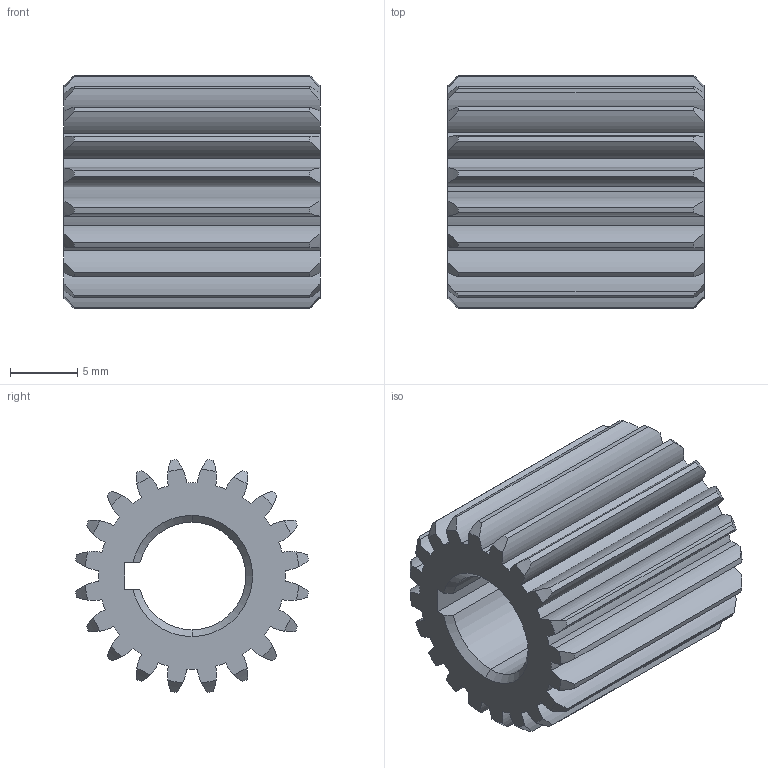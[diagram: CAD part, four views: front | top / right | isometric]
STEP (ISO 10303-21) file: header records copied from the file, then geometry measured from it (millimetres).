
FILE_DESCRIPTION (( 'STEP AP203' ), '1' );
FILE_NAME ('am-4323 20T 32DP 8mm Key.STEP', '2022-06-29T19:52:21', ( '' ), ( '' ), 'SwSTEP 2.0', 'SolidWorks 2022', '' );
FILE_SCHEMA (( 'CONFIG_CONTROL_DESIGN' ));
Length unit declared in the file: inch
Products named in the file (1): am-4323 20T 32DP 8mm Key
Bounding box: 19.05 x 17.31 x 17.31 mm (x, y, z)
Volume: 2623.2 mm3; surface area: 2678.7 mm2
Topology: 1 solids, 1 shells, 139 faces, 407 edges, 270 vertices
Faces by surface type: cylinder 88, cone 46, plane 5
Entity records: 4898 total; most frequent: CARTESIAN_POINT 1081, DIRECTION 817, ORIENTED_EDGE 814, EDGE_CURVE 407, AXIS2_PLACEMENT_3D 358, VERTEX_POINT 270, CIRCLE 218, EDGE_LOOP 141
